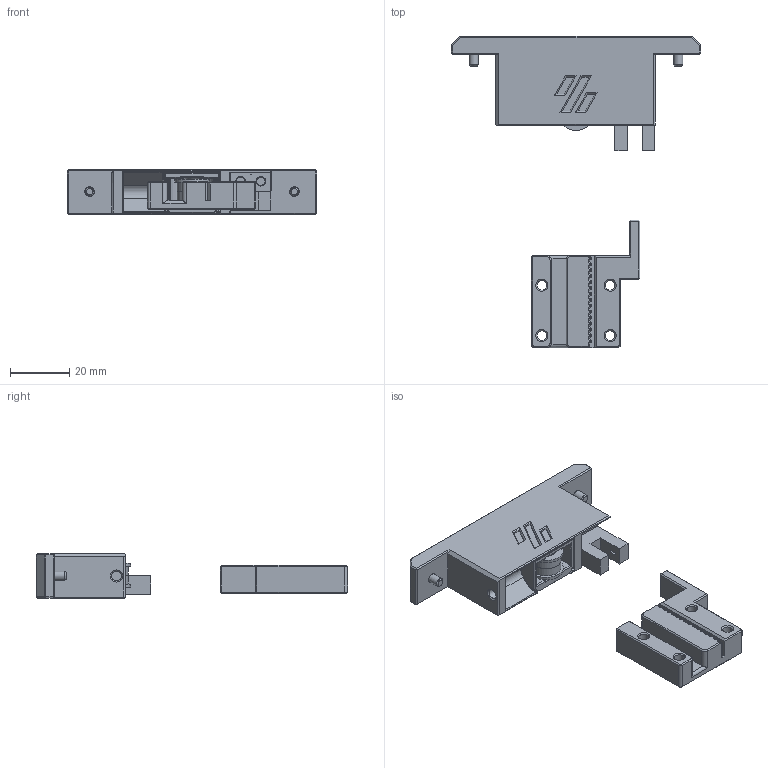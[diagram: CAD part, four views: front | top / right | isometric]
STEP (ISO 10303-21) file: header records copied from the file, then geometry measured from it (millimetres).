
FILE_DESCRIPTION(/* description */ (''),/* implementation_level */ '2;1');
FILE_NAME(/* name */ 'T0_Opto_Z_Endstop.step',/* time_stamp */ '2023-07-26T13:21:04+02:00',/* author */ (''),/* organization */ (''),/* preprocessor_version */ 'ST-DEVELOPER v20',/* originating_system */ 'Autodesk Translation Framework v12.9.0.99',/* authorisation */ '');
FILE_SCHEMA (('AUTOMOTIVE_DESIGN { 1 0 10303 214 3 1 1 }'));
Length unit declared in the file: millimetre
Products named in the file (14): Tri-Zero__Bed_Assembly; Rear Z Idler; M3x8_BHCS; rear_z_idler; Tensioner; M3x4_Threaded_Insert; M3x16_BHCS; f623_stack; f623-rs; M3x12_BHCS; EE-SX673A-WR; Bed_Assembly; Rear_Mount; Rear_Belt_Attachment_Opto
Assembly tree (15 placements, depth 4):
  Tri-Zero__Bed_Assembly
    Rear Z Idler
      M3x8_BHCS  x2
      rear_z_idler
      Tensioner
      M3x4_Threaded_Insert
      M3x16_BHCS
      f623_stack
        f623-rs  x2
      M3x12_BHCS
      EE-SX673A-WR
    Bed_Assembly
      Rear_Mount
        Rear_Belt_Attachment_Opto
Bounding box: 84 x 104.9 x 15 mm (x, y, z)
Volume: 30181.1 mm3; surface area: 18224 mm2
Topology: 14 solids, 14 shells, 857 faces, 2113 edges, 1284 vertices
Faces by surface type: plane 287, cylinder 256, bspline 175, cone 77, torus 54, sphere 8
Full cylindrical faces by diameter (mm): 2 x2, 2.8 x2, 3 x9, 3.2 x2, 3.3 x8, 3.4 x1, 4.6 x2, 4.7 x4, 5.05 x1, 5.16 x1, 5.56 x1, 5.7 x4, 6.06 x4, 6.25 x1, 6.4 x1, 6.5 x2, 6.94 x4, 7 x1, 10 x2, 11.7 x2
Entity records: 27906 total; most frequent: CARTESIAN_POINT 8498, ORIENTED_EDGE 4052, DIRECTION 3976, EDGE_CURVE 2026, AXIS2_PLACEMENT_3D 1474, VERTEX_POINT 1251, LINE 1028, VECTOR 1028
